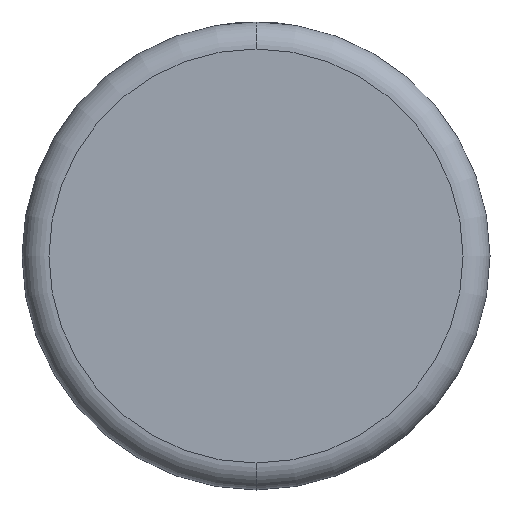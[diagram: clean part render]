
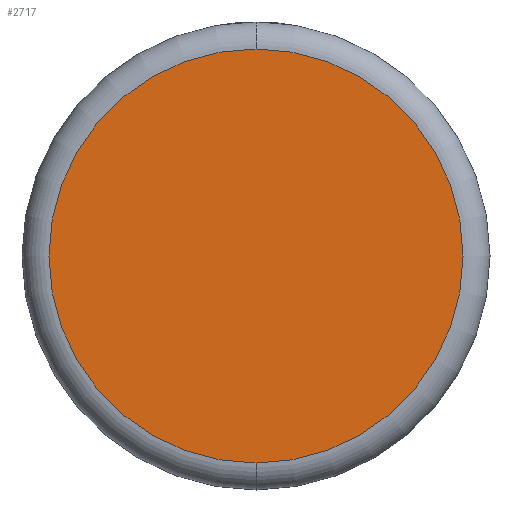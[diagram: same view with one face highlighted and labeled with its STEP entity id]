
A CAD part, front view. The second image highlights one B-rep face of the part: STEP entity #2717.
In plain terms, the highlighted planar face has unit normal (0, -1, 0).
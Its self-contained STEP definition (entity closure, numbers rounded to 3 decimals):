
#31 = FACE_OUTER_BOUND ( 'NONE', #3166, .T. ) ;
#279 = AXIS2_PLACEMENT_3D ( 'NONE', #3839, #991, #1002 ) ;
#443 = DIRECTION ( 'NONE',  ( 0., 0., 1. ) ) ;
#598 = CARTESIAN_POINT ( 'NONE',  ( 0., 0., 15.926 ) ) ;
#611 = VERTEX_POINT ( 'NONE', #3540 ) ;
#906 = EDGE_CURVE ( 'NONE', #4002, #611, #3946, .T. ) ;
#964 = DIRECTION ( 'NONE',  ( 0., 0., 1. ) ) ;
#991 = DIRECTION ( 'NONE',  ( 0., -1., 0. ) ) ;
#1002 = DIRECTION ( 'NONE',  ( 0., 0., 1. ) ) ;
#1027 = DIRECTION ( 'NONE',  ( 0., -1., 0. ) ) ;
#1097 = DIRECTION ( 'NONE',  ( 0., 1., 0. ) ) ;
#1574 = EDGE_CURVE ( 'NONE', #611, #4002, #3342, .T. ) ;
#2054 = PLANE ( 'NONE',  #3370 ) ;
#2585 = CARTESIAN_POINT ( 'NONE',  ( 0., 0., 0. ) ) ;
#2717 = ADVANCED_FACE ( 'NONE', ( #31 ), #2054, .F. ) ;
#3000 = CARTESIAN_POINT ( 'NONE',  ( 0., 0., 0. ) ) ;
#3149 = ORIENTED_EDGE ( 'NONE', *, *, #906, .T. ) ;
#3166 = EDGE_LOOP ( 'NONE', ( #3149, #3929 ) ) ;
#3342 = CIRCLE ( 'NONE', #3631, 15.926 ) ;
#3370 = AXIS2_PLACEMENT_3D ( 'NONE', #3000, #1097, #443 ) ;
#3540 = CARTESIAN_POINT ( 'NONE',  ( 0., 0., -15.926 ) ) ;
#3631 = AXIS2_PLACEMENT_3D ( 'NONE', #2585, #1027, #964 ) ;
#3839 = CARTESIAN_POINT ( 'NONE',  ( 0., 0., 0. ) ) ;
#3929 = ORIENTED_EDGE ( 'NONE', *, *, #1574, .T. ) ;
#3946 = CIRCLE ( 'NONE', #279, 15.926 ) ;
#4002 = VERTEX_POINT ( 'NONE', #598 ) ;
